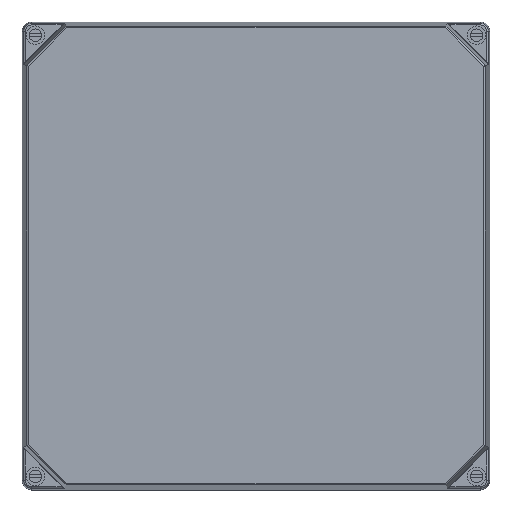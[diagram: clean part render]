
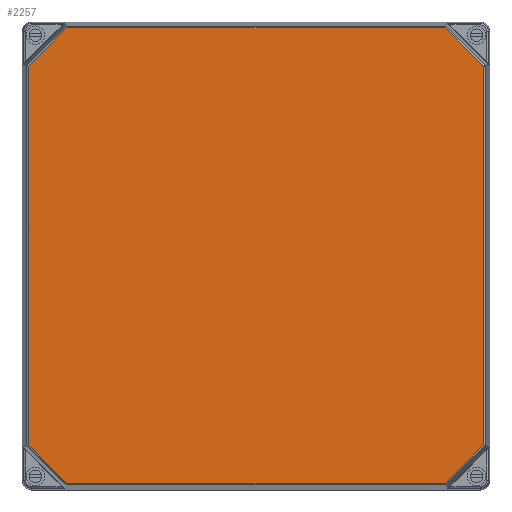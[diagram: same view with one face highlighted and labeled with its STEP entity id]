
A CAD part, top view. The second image highlights one B-rep face of the part: STEP entity #2257.
In plain terms, the highlighted planar face has unit normal (0, 0, 1).
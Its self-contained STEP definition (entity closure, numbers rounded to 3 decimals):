
#2257 = ADVANCED_FACE( '', ( #6549 ), #6550, .F. );
#6549 = FACE_OUTER_BOUND( '', #13421, .T. );
#6550 = PLANE( '', #13422 );
#13421 = EDGE_LOOP( '', ( #20306, #20307, #20308, #20309, #20310, #20311, #20312, #20313 ) );
#13422 = AXIS2_PLACEMENT_3D( '', #20314, #20315, #20316 );
#20306 = ORIENTED_EDGE( '', *, *, #39028, .T. );
#20307 = ORIENTED_EDGE( '', *, *, #39029, .T. );
#20308 = ORIENTED_EDGE( '', *, *, #39030, .T. );
#20309 = ORIENTED_EDGE( '', *, *, #39031, .F. );
#20310 = ORIENTED_EDGE( '', *, *, #39032, .F. );
#20311 = ORIENTED_EDGE( '', *, *, #39033, .F. );
#20312 = ORIENTED_EDGE( '', *, *, #39034, .F. );
#20313 = ORIENTED_EDGE( '', *, *, #39035, .T. );
#20314 = CARTESIAN_POINT( '', ( 150., 146.014, 115. ) );
#20315 = DIRECTION( '', ( 0., 0., -1. ) );
#20316 = DIRECTION( '', ( -1., 0., 0. ) );
#39028 = EDGE_CURVE( '', #46300, #46301, #46302, .T. );
#39029 = EDGE_CURVE( '', #46301, #46303, #46304, .T. );
#39030 = EDGE_CURVE( '', #46303, #46305, #46306, .T. );
#39031 = EDGE_CURVE( '', #46307, #46305, #46308, .T. );
#39032 = EDGE_CURVE( '', #46309, #46307, #46310, .T. );
#39033 = EDGE_CURVE( '', #46311, #46309, #46312, .T. );
#39034 = EDGE_CURVE( '', #46313, #46311, #46314, .T. );
#39035 = EDGE_CURVE( '', #46313, #46300, #46315, .T. );
#46300 = VERTEX_POINT( '', #57090 );
#46301 = VERTEX_POINT( '', #57091 );
#46302 = LINE( '', #57092, #57093 );
#46303 = VERTEX_POINT( '', #57094 );
#46304 = LINE( '', #57095, #57096 );
#46305 = VERTEX_POINT( '', #57097 );
#46306 = LINE( '', #57098, #57099 );
#46307 = VERTEX_POINT( '', #57100 );
#46308 = LINE( '', #57101, #57102 );
#46309 = VERTEX_POINT( '', #57103 );
#46310 = LINE( '', #57104, #57105 );
#46311 = VERTEX_POINT( '', #57106 );
#46312 = LINE( '', #57107, #57108 );
#46313 = VERTEX_POINT( '', #57109 );
#46314 = LINE( '', #57110, #57111 );
#46315 = LINE( '', #57112, #57113 );
#57090 = CARTESIAN_POINT( '', ( 121.443, 146.014, 115. ) );
#57091 = CARTESIAN_POINT( '', ( -121.443, 146.014, 115. ) );
#57092 = CARTESIAN_POINT( '', ( 150., 146.014, 115. ) );
#57093 = VECTOR( '', #71895, 1000. );
#57094 = CARTESIAN_POINT( '', ( -146.014, 121.443, 115. ) );
#57095 = CARTESIAN_POINT( '', ( -116.051, 151.406, 115. ) );
#57096 = VECTOR( '', #71896, 1000. );
#57097 = CARTESIAN_POINT( '', ( -146.014, -121.443, 115. ) );
#57098 = CARTESIAN_POINT( '', ( -146.014, 150., 115. ) );
#57099 = VECTOR( '', #71897, 1000. );
#57100 = CARTESIAN_POINT( '', ( -121.443, -146.014, 115. ) );
#57101 = CARTESIAN_POINT( '', ( -116.051, -151.406, 115. ) );
#57102 = VECTOR( '', #71898, 1000. );
#57103 = CARTESIAN_POINT( '', ( 121.443, -146.014, 115. ) );
#57104 = CARTESIAN_POINT( '', ( 150., -146.014, 115. ) );
#57105 = VECTOR( '', #71899, 1000. );
#57106 = CARTESIAN_POINT( '', ( 146.014, -121.443, 115. ) );
#57107 = CARTESIAN_POINT( '', ( 151.406, -116.051, 115. ) );
#57108 = VECTOR( '', #71900, 1000. );
#57109 = CARTESIAN_POINT( '', ( 146.014, 121.443, 115. ) );
#57110 = CARTESIAN_POINT( '', ( 146.014, 150., 115. ) );
#57111 = VECTOR( '', #71901, 1000. );
#57112 = CARTESIAN_POINT( '', ( 151.406, 116.051, 115. ) );
#57113 = VECTOR( '', #71902, 1000. );
#71895 = DIRECTION( '', ( -1., 0., 0. ) );
#71896 = DIRECTION( '', ( -0.707, -0.707, 0. ) );
#71897 = DIRECTION( '', ( 0., -1., 0. ) );
#71898 = DIRECTION( '', ( -0.707, 0.707, 0. ) );
#71899 = DIRECTION( '', ( -1., 0., 0. ) );
#71900 = DIRECTION( '', ( -0.707, -0.707, 0. ) );
#71901 = DIRECTION( '', ( 0., -1., 0. ) );
#71902 = DIRECTION( '', ( -0.707, 0.707, 0. ) );
